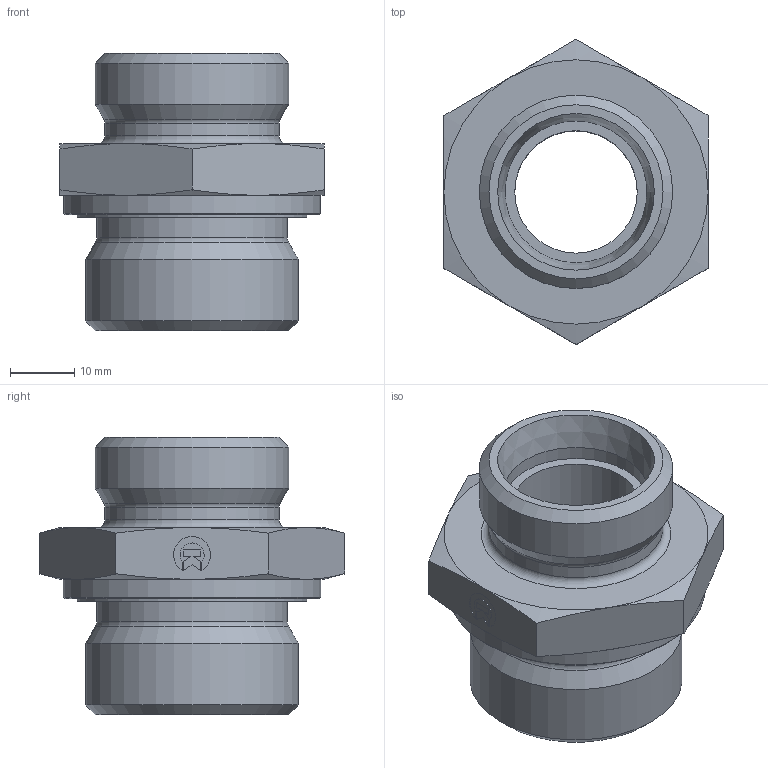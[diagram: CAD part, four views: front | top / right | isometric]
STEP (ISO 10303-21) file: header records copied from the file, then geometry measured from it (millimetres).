
FILE_DESCRIPTION((''),'2;1');
FILE_NAME('094223330.stp','2014-07-29T15:58:03',(''),('KNOMI spol. s r. o.'),'Autodesk Inventor 2012','Autodesk Inventor 2012','');
FILE_SCHEMA(('AUTOMOTIVE_DESIGN { 1 2 10303 214 0 1 1 1 }'));
Length unit declared in the file: millimetre
Products named in the file (3): PHEM2 22LM33  M33X2/M30X2; 095 22 3330; 609333344
Assembly tree (2 placements, depth 2):
  PHEM2 22LM33  M33X2/M30X2
    095 22 3330
    609333344
Bounding box: 41.01 x 47.34 x 43 mm (x, y, z)
Volume: 25729.9 mm3; surface area: 10816.1 mm2
Topology: 2 solids, 2 shells, 91 faces, 211 edges, 133 vertices
Faces by surface type: plane 45, cone 27, cylinder 14, torus 5
Full cylindrical faces by diameter (mm): 19 x1, 22 x1, 27 x1, 29.6 x1, 29.7 x1, 30 x1, 33 x1, 35.7 x1, 36 x1, 39.9 x1
Entity records: 2577 total; most frequent: CARTESIAN_POINT 482, DIRECTION 398, ORIENTED_EDGE 368, EDGE_CURVE 184, AXIS2_PLACEMENT_3D 154, VERTEX_POINT 130, EDGE_LOOP 128, FACE_OUTER_BOUND 91
